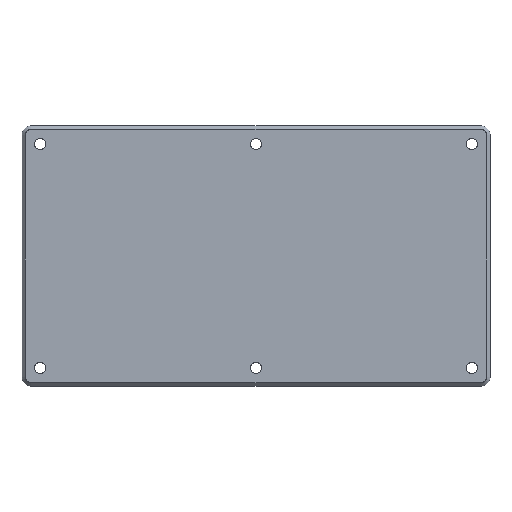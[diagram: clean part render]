
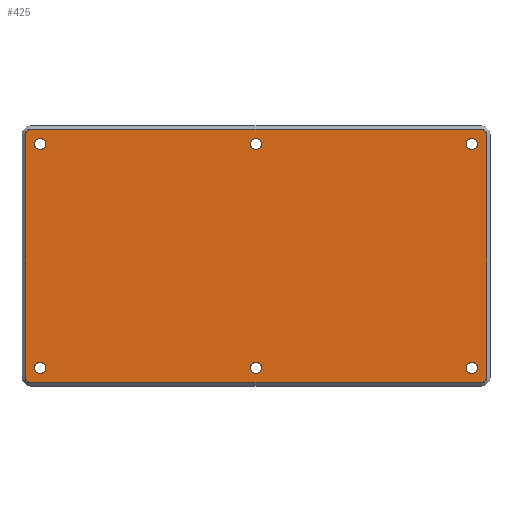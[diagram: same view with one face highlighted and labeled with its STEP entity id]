
A CAD part, top view. The second image highlights one B-rep face of the part: STEP entity #425.
In plain terms, the highlighted planar face has unit normal (0, 0, 1).
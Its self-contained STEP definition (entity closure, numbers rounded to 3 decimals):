
#15=FACE_BOUND('',#102,.T.);
#16=FACE_BOUND('',#103,.T.);
#17=FACE_BOUND('',#104,.T.);
#18=FACE_BOUND('',#105,.T.);
#19=FACE_BOUND('',#106,.T.);
#20=FACE_BOUND('',#107,.T.);
#37=CIRCLE('',#453,3.);
#39=CIRCLE('',#457,3.);
#41=CIRCLE('',#461,3.);
#43=CIRCLE('',#465,3.);
#47=CIRCLE('',#474,3.2);
#48=CIRCLE('',#475,3.2);
#49=CIRCLE('',#476,3.2);
#50=CIRCLE('',#477,3.2);
#51=CIRCLE('',#478,3.2);
#52=CIRCLE('',#479,3.2);
#77=FACE_OUTER_BOUND('',#101,.T.);
#101=EDGE_LOOP('',(#335,#336,#337,#338,#339,#340,#341,#342));
#102=EDGE_LOOP('',(#343));
#103=EDGE_LOOP('',(#344));
#104=EDGE_LOOP('',(#345));
#105=EDGE_LOOP('',(#346));
#106=EDGE_LOOP('',(#347));
#107=EDGE_LOOP('',(#348));
#126=LINE('',#637,#160);
#131=LINE('',#651,#165);
#135=LINE('',#663,#169);
#139=LINE('',#675,#173);
#160=VECTOR('',#504,10.);
#165=VECTOR('',#517,10.);
#169=VECTOR('',#529,10.);
#173=VECTOR('',#541,10.);
#194=VERTEX_POINT('',#634);
#195=VERTEX_POINT('',#636);
#198=VERTEX_POINT('',#643);
#200=VERTEX_POINT('',#649);
#202=VERTEX_POINT('',#655);
#204=VERTEX_POINT('',#661);
#206=VERTEX_POINT('',#667);
#208=VERTEX_POINT('',#673);
#214=VERTEX_POINT('',#699);
#215=VERTEX_POINT('',#701);
#216=VERTEX_POINT('',#703);
#217=VERTEX_POINT('',#705);
#218=VERTEX_POINT('',#707);
#219=VERTEX_POINT('',#709);
#230=EDGE_CURVE('',#194,#195,#126,.T.);
#234=EDGE_CURVE('',#198,#194,#37,.T.);
#237=EDGE_CURVE('',#200,#198,#131,.T.);
#240=EDGE_CURVE('',#202,#200,#39,.T.);
#243=EDGE_CURVE('',#204,#202,#135,.T.);
#246=EDGE_CURVE('',#206,#204,#41,.T.);
#249=EDGE_CURVE('',#208,#206,#139,.T.);
#251=EDGE_CURVE('',#195,#208,#43,.T.);
#262=EDGE_CURVE('',#214,#214,#47,.T.);
#263=EDGE_CURVE('',#215,#215,#48,.T.);
#264=EDGE_CURVE('',#216,#216,#49,.T.);
#265=EDGE_CURVE('',#217,#217,#50,.T.);
#266=EDGE_CURVE('',#218,#218,#51,.T.);
#267=EDGE_CURVE('',#219,#219,#52,.T.);
#335=ORIENTED_EDGE('',*,*,#230,.F.);
#336=ORIENTED_EDGE('',*,*,#234,.F.);
#337=ORIENTED_EDGE('',*,*,#237,.F.);
#338=ORIENTED_EDGE('',*,*,#240,.F.);
#339=ORIENTED_EDGE('',*,*,#243,.F.);
#340=ORIENTED_EDGE('',*,*,#246,.F.);
#341=ORIENTED_EDGE('',*,*,#249,.F.);
#342=ORIENTED_EDGE('',*,*,#251,.F.);
#343=ORIENTED_EDGE('',*,*,#262,.T.);
#344=ORIENTED_EDGE('',*,*,#263,.T.);
#345=ORIENTED_EDGE('',*,*,#264,.T.);
#346=ORIENTED_EDGE('',*,*,#265,.T.);
#347=ORIENTED_EDGE('',*,*,#266,.T.);
#348=ORIENTED_EDGE('',*,*,#267,.T.);
#409=PLANE('',#473);
#425=ADVANCED_FACE('',(#77,#15,#16,#17,#18,#19,#20),#409,.T.);
#453=AXIS2_PLACEMENT_3D('',#645,#510,#511);
#457=AXIS2_PLACEMENT_3D('',#657,#522,#523);
#461=AXIS2_PLACEMENT_3D('',#669,#534,#535);
#465=AXIS2_PLACEMENT_3D('',#678,#545,#546);
#473=AXIS2_PLACEMENT_3D('',#698,#568,#569);
#474=AXIS2_PLACEMENT_3D('',#700,#570,#571);
#475=AXIS2_PLACEMENT_3D('',#702,#572,#573);
#476=AXIS2_PLACEMENT_3D('',#704,#574,#575);
#477=AXIS2_PLACEMENT_3D('',#706,#576,#577);
#478=AXIS2_PLACEMENT_3D('',#708,#578,#579);
#479=AXIS2_PLACEMENT_3D('',#710,#580,#581);
#504=DIRECTION('',(0.,1.,0.));
#510=DIRECTION('center_axis',(0.,0.,-1.));
#511=DIRECTION('ref_axis',(-1.,0.,0.));
#517=DIRECTION('',(-1.,0.,0.));
#522=DIRECTION('center_axis',(0.,0.,-1.));
#523=DIRECTION('ref_axis',(0.,-1.,0.));
#529=DIRECTION('',(0.,-1.,0.));
#534=DIRECTION('center_axis',(0.,0.,-1.));
#535=DIRECTION('ref_axis',(1.,0.,0.));
#541=DIRECTION('',(1.,0.,0.));
#545=DIRECTION('center_axis',(0.,0.,-1.));
#546=DIRECTION('ref_axis',(0.,1.,0.));
#568=DIRECTION('center_axis',(0.,0.,1.));
#569=DIRECTION('ref_axis',(1.,0.,0.));
#570=DIRECTION('center_axis',(0.,0.,-1.));
#571=DIRECTION('ref_axis',(1.,0.,0.));
#572=DIRECTION('center_axis',(0.,0.,-1.));
#573=DIRECTION('ref_axis',(1.,0.,0.));
#574=DIRECTION('center_axis',(0.,0.,-1.));
#575=DIRECTION('ref_axis',(1.,0.,0.));
#576=DIRECTION('center_axis',(0.,0.,-1.));
#577=DIRECTION('ref_axis',(1.,0.,0.));
#578=DIRECTION('center_axis',(0.,0.,-1.));
#579=DIRECTION('ref_axis',(1.,0.,0.));
#580=DIRECTION('center_axis',(0.,0.,-1.));
#581=DIRECTION('ref_axis',(1.,0.,0.));
#634=CARTESIAN_POINT('',(2.,5.,4.));
#636=CARTESIAN_POINT('',(2.,145.,4.));
#637=CARTESIAN_POINT('',(2.,110.,4.));
#643=CARTESIAN_POINT('',(5.,2.,4.));
#645=CARTESIAN_POINT('Origin',(5.,5.,4.));
#649=CARTESIAN_POINT('',(265.,2.,4.));
#651=CARTESIAN_POINT('',(70.,2.,4.));
#655=CARTESIAN_POINT('',(268.,5.,4.));
#657=CARTESIAN_POINT('Origin',(265.,5.,4.));
#661=CARTESIAN_POINT('',(268.,145.,4.));
#663=CARTESIAN_POINT('',(268.,40.,4.));
#667=CARTESIAN_POINT('',(265.,148.,4.));
#669=CARTESIAN_POINT('Origin',(265.,145.,4.));
#673=CARTESIAN_POINT('',(5.,148.,4.));
#675=CARTESIAN_POINT('',(200.,148.,4.));
#678=CARTESIAN_POINT('Origin',(5.,145.,4.));
#698=CARTESIAN_POINT('Origin',(135.,75.,4.));
#699=CARTESIAN_POINT('',(256.3,139.5,4.));
#700=CARTESIAN_POINT('Origin',(259.5,139.5,4.));
#701=CARTESIAN_POINT('',(131.8,10.5,4.));
#702=CARTESIAN_POINT('Origin',(135.,10.5,4.));
#703=CARTESIAN_POINT('',(131.8,139.5,4.));
#704=CARTESIAN_POINT('Origin',(135.,139.5,4.));
#705=CARTESIAN_POINT('',(7.3,139.5,4.));
#706=CARTESIAN_POINT('Origin',(10.5,139.5,4.));
#707=CARTESIAN_POINT('',(256.3,10.5,4.));
#708=CARTESIAN_POINT('Origin',(259.5,10.5,4.));
#709=CARTESIAN_POINT('',(7.3,10.5,4.));
#710=CARTESIAN_POINT('Origin',(10.5,10.5,4.));
